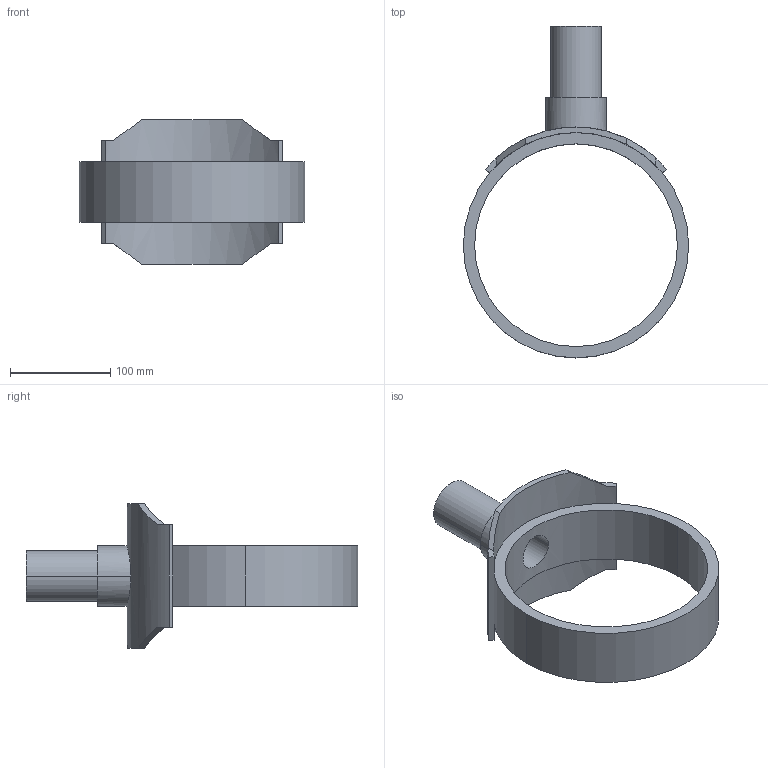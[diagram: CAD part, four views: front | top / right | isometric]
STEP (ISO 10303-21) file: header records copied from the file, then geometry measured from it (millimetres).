
FILE_DESCRIPTION( ( '' ), '1' );
FILE_NAME( 'AGRU_70288225011_PE_100-RC_schwarz_Stutzenschelle_225_50_SDR11_ISO_S-5_05.stp', '2017-12-12T10:51:32', ( '' ), ( '' ), ' ', ' ', ' ' );
FILE_SCHEMA( ( 'automotive_design' ) );
Length unit declared in the file: millimetre
Products named in the file (1): 1
Bounding box: 225 x 331.5 x 144 mm (x, y, z)
Volume: 707693.5 mm3; surface area: 156874 mm2
Topology: 1 solids, 1 shells, 30 faces, 74 edges, 48 vertices
Faces by surface type: plane 16, cylinder 14
Entity records: 1976 total; most frequent: CARTESIAN_POINT 349, DIRECTION 172, STYLED_ITEM 153, PRESENTATION_STYLE_ASSIGNMENT 153, COLOUR_RGB 153, ORIENTED_EDGE 148, EDGE_CURVE 74, CURVE_STYLE 74
